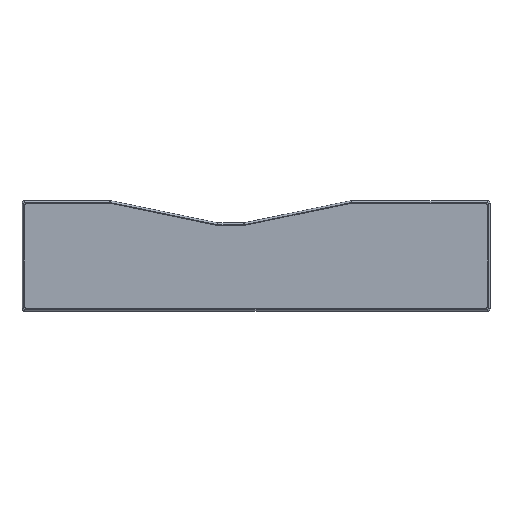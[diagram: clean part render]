
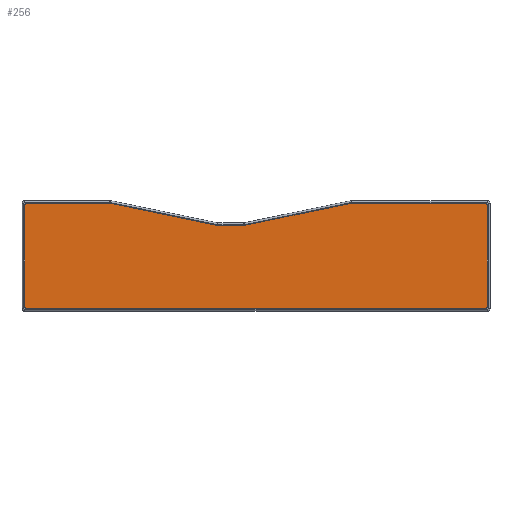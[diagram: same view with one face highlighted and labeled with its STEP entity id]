
A CAD part, top view. The second image highlights one B-rep face of the part: STEP entity #256.
In plain terms, the highlighted planar face has unit normal (0, 0, 1).
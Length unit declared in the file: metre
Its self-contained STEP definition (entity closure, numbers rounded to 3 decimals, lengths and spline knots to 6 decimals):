
#256 = ADVANCED_FACE( '', ( #534 ), #535, .T. );
#534 = FACE_OUTER_BOUND( '', #1245, .T. );
#535 = PLANE( '', #1246 );
#1245 = EDGE_LOOP( '', ( #1928, #1929, #1930, #1931, #1932, #1933, #1934, #1935, #1936, #1937, #1938, #1939, #1940, #1941 ) );
#1246 = AXIS2_PLACEMENT_3D( '', #1942, #1943, #1944 );
#1928 = ORIENTED_EDGE( '', *, *, #2211, .T. );
#1929 = ORIENTED_EDGE( '', *, *, #2322, .T. );
#1930 = ORIENTED_EDGE( '', *, *, #2242, .T. );
#1931 = ORIENTED_EDGE( '', *, *, #2318, .T. );
#1932 = ORIENTED_EDGE( '', *, *, #2315, .T. );
#1933 = ORIENTED_EDGE( '', *, *, #2335, .T. );
#1934 = ORIENTED_EDGE( '', *, *, #2234, .T. );
#1935 = ORIENTED_EDGE( '', *, *, #2336, .T. );
#1936 = ORIENTED_EDGE( '', *, *, #2158, .T. );
#1937 = ORIENTED_EDGE( '', *, *, #2128, .T. );
#1938 = ORIENTED_EDGE( '', *, *, #2133, .T. );
#1939 = ORIENTED_EDGE( '', *, *, #2328, .T. );
#1940 = ORIENTED_EDGE( '', *, *, #2238, .T. );
#1941 = ORIENTED_EDGE( '', *, *, #2312, .T. );
#1942 = CARTESIAN_POINT( '', ( 0.018544, -0.25211, -0.0025 ) );
#1943 = DIRECTION( '', ( 0., 0., 1. ) );
#1944 = DIRECTION( '', ( 1., 0., 0. ) );
#2128 = EDGE_CURVE( '', #2469, #2467, #2470, .T. );
#2133 = EDGE_CURVE( '', #2467, #2475, #2477, .T. );
#2158 = EDGE_CURVE( '', #2515, #2469, #2516, .T. );
#2211 = EDGE_CURVE( '', #2602, #2600, #2603, .T. );
#2234 = EDGE_CURVE( '', #2631, #2629, #2632, .T. );
#2238 = EDGE_CURVE( '', #2637, #2635, #2638, .T. );
#2242 = EDGE_CURVE( '', #2643, #2641, #2644, .T. );
#2312 = EDGE_CURVE( '', #2635, #2602, #2726, .T. );
#2315 = EDGE_CURVE( '', #2730, #2728, #2731, .T. );
#2318 = EDGE_CURVE( '', #2641, #2730, #2734, .T. );
#2322 = EDGE_CURVE( '', #2600, #2643, #2738, .T. );
#2328 = EDGE_CURVE( '', #2475, #2637, #2745, .T. );
#2335 = EDGE_CURVE( '', #2728, #2631, #2753, .T. );
#2336 = EDGE_CURVE( '', #2629, #2515, #2754, .T. );
#2467 = VERTEX_POINT( '', #2929 );
#2469 = VERTEX_POINT( '', #2932 );
#2470 = CIRCLE( '', #2933, 0.002 );
#2475 = VERTEX_POINT( '', #2940 );
#2477 = LINE( '', #2943, #2944 );
#2515 = VERTEX_POINT( '', #2983 );
#2516 = LINE( '', #2984, #2985 );
#2600 = VERTEX_POINT( '', #3100 );
#2602 = VERTEX_POINT( '', #3103 );
#2603 = LINE( '', #3104, #3105 );
#2629 = VERTEX_POINT( '', #3139 );
#2631 = VERTEX_POINT( '', #3142 );
#2632 = LINE( '', #3143, #3144 );
#2635 = VERTEX_POINT( '', #3148 );
#2637 = VERTEX_POINT( '', #3151 );
#2638 = LINE( '', #3152, #3153 );
#2641 = VERTEX_POINT( '', #3157 );
#2643 = VERTEX_POINT( '', #3160 );
#2644 = LINE( '', #3161, #3162 );
#2726 = CIRCLE( '', #3277, 0.001 );
#2728 = VERTEX_POINT( '', #3279 );
#2730 = VERTEX_POINT( '', #3282 );
#2731 = LINE( '', #3283, #3284 );
#2734 = CIRCLE( '', #3288, 0.001 );
#2738 = LINE( '', #3292, #3293 );
#2745 = CIRCLE( '', #3310, 0.002 );
#2753 = CIRCLE( '', #3320, 0.002 );
#2754 = CIRCLE( '', #3321, 0.002 );
#2929 = CARTESIAN_POINT( '', ( 0.196044, -0.29061, -0.0025 ) );
#2932 = CARTESIAN_POINT( '', ( 0.194044, -0.29261, -0.0025 ) );
#2933 = AXIS2_PLACEMENT_3D( '', #3436, #3437, #3438 );
#2940 = CARTESIAN_POINT( '', ( 0.196044, -0.21361, -0.0025 ) );
#2943 = CARTESIAN_POINT( '', ( 0.196044, -0.25211, -0.0025 ) );
#2944 = VECTOR( '', #3442, 1. );
#2983 = CARTESIAN_POINT( '', ( -0.156956, -0.29261, -0.0025 ) );
#2984 = CARTESIAN_POINT( '', ( 0.018544, -0.29261, -0.0025 ) );
#2985 = VECTOR( '', #3495, 1. );
#3100 = CARTESIAN_POINT( '', ( 0.009209, -0.228762, -0.0025 ) );
#3103 = CARTESIAN_POINT( '', ( 0.091568, -0.211631, -0.0025 ) );
#3104 = CARTESIAN_POINT( '', ( 0.050389, -0.220197, -0.0025 ) );
#3105 = VECTOR( '', #3573, 1. );
#3139 = CARTESIAN_POINT( '', ( -0.158956, -0.29061, -0.0025 ) );
#3142 = CARTESIAN_POINT( '', ( -0.158956, -0.21361, -0.0025 ) );
#3143 = CARTESIAN_POINT( '', ( -0.158956, -0.25211, -0.0025 ) );
#3144 = VECTOR( '', #3595, 1. );
#3148 = CARTESIAN_POINT( '', ( 0.091771, -0.21161, -0.0025 ) );
#3151 = CARTESIAN_POINT( '', ( 0.194044, -0.21161, -0.0025 ) );
#3152 = CARTESIAN_POINT( '', ( 0.142908, -0.21161, -0.0025 ) );
#3153 = VECTOR( '', #3598, 1. );
#3157 = CARTESIAN_POINT( '', ( -0.093254, -0.211631, -0.0025 ) );
#3160 = CARTESIAN_POINT( '', ( -0.010896, -0.228762, -0.0025 ) );
#3161 = CARTESIAN_POINT( '', ( -0.052075, -0.220197, -0.0025 ) );
#3162 = VECTOR( '', #3601, 1. );
#3277 = AXIS2_PLACEMENT_3D( '', #3680, #3681, #3682 );
#3279 = CARTESIAN_POINT( '', ( -0.156956, -0.21161, -0.0025 ) );
#3282 = CARTESIAN_POINT( '', ( -0.093458, -0.21161, -0.0025 ) );
#3283 = CARTESIAN_POINT( '', ( -0.125207, -0.21161, -0.0025 ) );
#3284 = VECTOR( '', #3684, 1. );
#3288 = AXIS2_PLACEMENT_3D( '', #3686, #3687, #3688 );
#3292 = CARTESIAN_POINT( '', ( -0.000843, -0.228762, -0.0025 ) );
#3293 = VECTOR( '', #3692, 1. );
#3310 = AXIS2_PLACEMENT_3D( '', #3694, #3695, #3696 );
#3320 = AXIS2_PLACEMENT_3D( '', #3701, #3702, #3703 );
#3321 = AXIS2_PLACEMENT_3D( '', #3704, #3705, #3706 );
#3436 = CARTESIAN_POINT( '', ( 0.194044, -0.29061, -0.0025 ) );
#3437 = DIRECTION( '', ( 0., 0., 1. ) );
#3438 = DIRECTION( '', ( 1., 0., 0. ) );
#3442 = DIRECTION( '', ( 0., 1., 0. ) );
#3495 = DIRECTION( '', ( 1., 0., 0. ) );
#3573 = DIRECTION( '', ( -0.979, -0.204, 0. ) );
#3595 = DIRECTION( '', ( 0., -1., 0. ) );
#3598 = DIRECTION( '', ( -1., 0., 0. ) );
#3601 = DIRECTION( '', ( -0.979, 0.204, 0. ) );
#3680 = CARTESIAN_POINT( '', ( 0.091771, -0.21261, -0.0025 ) );
#3681 = DIRECTION( '', ( 0., 0., 1. ) );
#3682 = DIRECTION( '', ( 1., 0., 0. ) );
#3684 = DIRECTION( '', ( -1., 0., 0. ) );
#3686 = CARTESIAN_POINT( '', ( -0.093458, -0.21261, -0.0025 ) );
#3687 = DIRECTION( '', ( 0., 0., 1. ) );
#3688 = DIRECTION( '', ( 1., 0., 0. ) );
#3692 = DIRECTION( '', ( -1., 0., 0. ) );
#3694 = CARTESIAN_POINT( '', ( 0.194044, -0.21361, -0.0025 ) );
#3695 = DIRECTION( '', ( 0., 0., 1. ) );
#3696 = DIRECTION( '', ( 1., 0., 0. ) );
#3701 = CARTESIAN_POINT( '', ( -0.156956, -0.21361, -0.0025 ) );
#3702 = DIRECTION( '', ( 0., 0., 1. ) );
#3703 = DIRECTION( '', ( 1., 0., 0. ) );
#3704 = CARTESIAN_POINT( '', ( -0.156956, -0.29061, -0.0025 ) );
#3705 = DIRECTION( '', ( 0., 0., 1. ) );
#3706 = DIRECTION( '', ( 1., 0., 0. ) );
